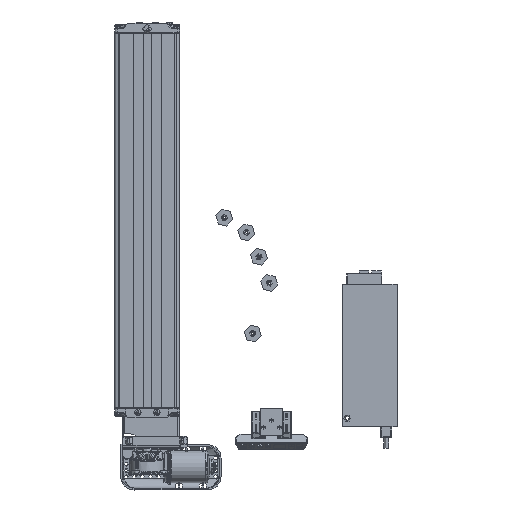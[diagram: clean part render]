
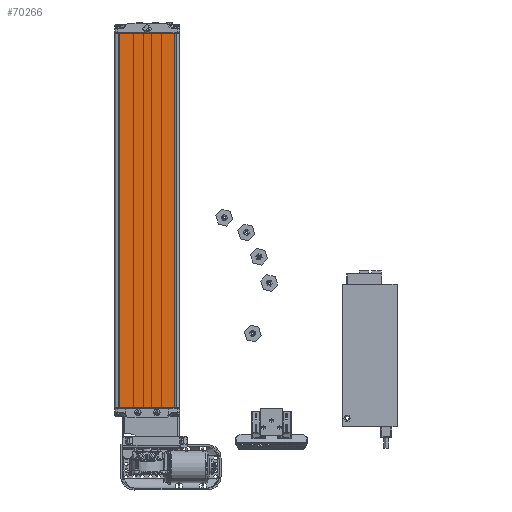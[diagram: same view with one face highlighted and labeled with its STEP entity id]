
A CAD part, top view. The second image highlights one B-rep face of the part: STEP entity #70266.
In plain terms, the highlighted planar face has unit normal (0, 0, 1).
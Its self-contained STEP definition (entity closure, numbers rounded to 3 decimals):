
#7649=PLANE('',#75210);
#8750=FACE_OUTER_BOUND('',#12904,.T.);
#12904=EDGE_LOOP('',(#47486,#47487,#47488,#47489));
#17467=LINE('',#103062,#21625);
#17468=LINE('',#103064,#21626);
#17469=LINE('',#103066,#21627);
#17470=LINE('',#103067,#21628);
#21625=VECTOR('',#83152,691.5);
#21626=VECTOR('',#83153,108.);
#21627=VECTOR('',#83154,691.5);
#21628=VECTOR('',#83155,108.);
#29845=VERTEX_POINT('',#103060);
#29846=VERTEX_POINT('',#103061);
#29847=VERTEX_POINT('',#103063);
#29848=VERTEX_POINT('',#103065);
#36693=EDGE_CURVE('',#29845,#29846,#17467,.F.);
#36694=EDGE_CURVE('',#29846,#29847,#17468,.T.);
#36695=EDGE_CURVE('',#29847,#29848,#17469,.T.);
#36696=EDGE_CURVE('',#29848,#29845,#17470,.F.);
#47486=ORIENTED_EDGE('',*,*,#36693,.T.);
#47487=ORIENTED_EDGE('',*,*,#36694,.T.);
#47488=ORIENTED_EDGE('',*,*,#36695,.T.);
#47489=ORIENTED_EDGE('',*,*,#36696,.T.);
#70266=ADVANCED_FACE('',(#8750),#7649,.T.);
#75210=AXIS2_PLACEMENT_3D('',#103059,#83150,#83151);
#83150=DIRECTION('center_axis',(0.,0.,1.));
#83151=DIRECTION('ref_axis',(1.,0.,0.));
#83152=DIRECTION('',(0.,-1.,0.));
#83153=DIRECTION('',(-1.,0.,0.));
#83154=DIRECTION('',(0.,-1.,0.));
#83155=DIRECTION('',(-1.,0.,0.));
#103059=CARTESIAN_POINT('Origin',(60.,692.5,30.));
#103060=CARTESIAN_POINT('',(54.,0.5,30.));
#103061=CARTESIAN_POINT('',(54.,692.,30.));
#103062=CARTESIAN_POINT('',(54.,692.,30.));
#103063=CARTESIAN_POINT('',(-54.,692.,30.));
#103064=CARTESIAN_POINT('',(54.,692.,30.));
#103065=CARTESIAN_POINT('',(-54.,0.5,30.));
#103066=CARTESIAN_POINT('',(-54.,692.,30.));
#103067=CARTESIAN_POINT('',(54.,0.5,30.));
